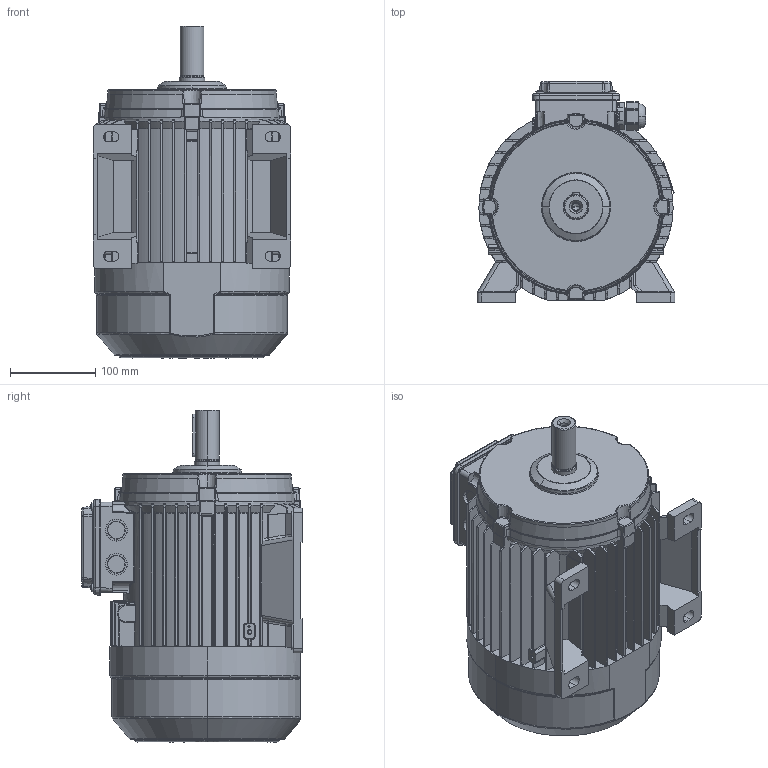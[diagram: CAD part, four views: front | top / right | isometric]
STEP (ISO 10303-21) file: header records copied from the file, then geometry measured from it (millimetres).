
FILE_DESCRIPTION (( 'STEP AP214' ), '1' );
FILE_NAME ('A-112M-B3-T.WOL.STEP', '2019-08-21T09:29:37', ( '' ), ( '' ), 'SwSTEP 2.0', 'SolidWorks 2018', '' );
FILE_SCHEMA (( 'AUTOMOTIVE_DESIGN' ));
Length unit declared in the file: millimetre
Products named in the file (1): A-112M-B3-T.WOL
Bounding box: 232 x 259 x 389.5 mm (x, y, z)
Volume: 11388927.3 mm3; surface area: 561640.3 mm2
Topology: 3 solids, 3 shells, 1758 faces, 4688 edges, 2947 vertices
Faces by surface type: plane 572, cylinder 500, bspline 473, cone 196, torus 9, sphere 8
Entity records: 105866 total; most frequent: CARTESIAN_POINT 67044, ORIENTED_EDGE 9288, DIRECTION 6643, EDGE_CURVE 4644, VERTEX_POINT 2947, AXIS2_PLACEMENT_3D 2362, VECTOR 1919, LINE 1919
